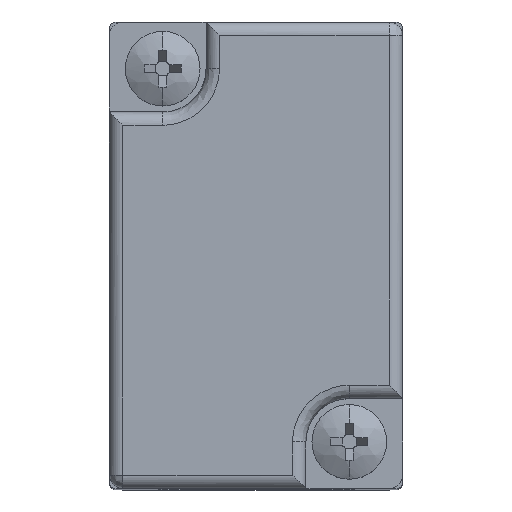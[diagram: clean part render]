
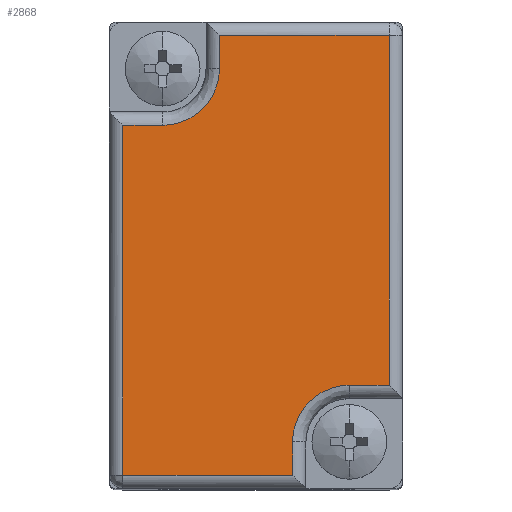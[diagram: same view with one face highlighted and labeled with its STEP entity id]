
A CAD part, top view. The second image highlights one B-rep face of the part: STEP entity #2868.
In plain terms, the highlighted planar face has unit normal (0, 0, 1).
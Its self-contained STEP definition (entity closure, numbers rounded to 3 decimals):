
#238 = CARTESIAN_POINT ( 'NONE',  ( -54.809, 35.236, 22.448 ) ) ;
#283 = EDGE_CURVE ( 'NONE', #2689, #7724, #8795, .T. ) ;
#311 = CARTESIAN_POINT ( 'NONE',  ( -52.059, 44.986, 22.448 ) ) ;
#397 = DIRECTION ( 'NONE',  ( 0., -1., 0. ) ) ;
#602 = VECTOR ( 'NONE', #5392, 1000. ) ;
#634 = LINE ( 'NONE', #238, #4283 ) ;
#720 = ORIENTED_EDGE ( 'NONE', *, *, #3352, .F. ) ;
#908 = CARTESIAN_POINT ( 'NONE',  ( -59.059, 44.986, 22.448 ) ) ;
#977 = DIRECTION ( 'NONE',  ( 0., 1., 0. ) ) ;
#1099 = AXIS2_PLACEMENT_3D ( 'NONE', #1570, #2305, #7355 ) ;
#1166 = DIRECTION ( 'NONE',  ( -1., 0., 0. ) ) ;
#1340 = CARTESIAN_POINT ( 'NONE',  ( -42.059, 51.736, 22.448 ) ) ;
#1371 = VERTEX_POINT ( 'NONE', #5267 ) ;
#1515 = CARTESIAN_POINT ( 'NONE',  ( -49.309, 21.236, 22.448 ) ) ;
#1529 = LINE ( 'NONE', #7741, #6614 ) ;
#1566 = VECTOR ( 'NONE', #5621, 1000. ) ;
#1570 = CARTESIAN_POINT ( 'NONE',  ( -52.059, 35.236, 22.448 ) ) ;
#1642 = ORIENTED_EDGE ( 'NONE', *, *, #3094, .F. ) ;
#1651 =( BOUNDED_CURVE ( )  B_SPLINE_CURVE ( 3, ( #8476, #7030, #1995, #4166 ),
 .UNSPECIFIED., .F., .F. ) 
 B_SPLINE_CURVE_WITH_KNOTS ( ( 4, 4 ),
 ( 0., 1. ),
 .UNSPECIFIED. ) 
 CURVE ( )  GEOMETRIC_REPRESENTATION_ITEM ( )  RATIONAL_B_SPLINE_CURVE ( ( 1., 0.805, 0.805, 1. ) ) 
 REPRESENTATION_ITEM ( '' )  );
#1995 = CARTESIAN_POINT ( 'NONE',  ( -54.809, 46.747, 22.448 ) ) ;
#2003 = VECTOR ( 'NONE', #1166, 1000. ) ;
#2305 = DIRECTION ( 'NONE',  ( 0., 0., -1. ) ) ;
#2446 = EDGE_CURVE ( 'NONE', #5877, #5548, #1651, .T. ) ;
#2618 = EDGE_LOOP ( 'NONE', ( #7428, #3319, #8142, #1642, #7321, #2914, #5680, #5982, #3124, #720 ) ) ;
#2644 = CARTESIAN_POINT ( 'NONE',  ( -62.059, 18.736, 22.448 ) ) ;
#2689 = VERTEX_POINT ( 'NONE', #1515 ) ;
#2868 = ADVANCED_FACE ( 'NONE', ( #8659 ), #6620, .F. ) ;
#2914 = ORIENTED_EDGE ( 'NONE', *, *, #9083, .F. ) ;
#2956 = CARTESIAN_POINT ( 'NONE',  ( -62.059, 35.236, 22.448 ) ) ;
#3094 = EDGE_CURVE ( 'NONE', #8571, #9289, #1529, .T. ) ;
#3124 = ORIENTED_EDGE ( 'NONE', *, *, #3744, .F. ) ;
#3128 = EDGE_CURVE ( 'NONE', #9289, #2689, #4115, .T. ) ;
#3319 = ORIENTED_EDGE ( 'NONE', *, *, #283, .F. ) ;
#3352 = EDGE_CURVE ( 'NONE', #7544, #1371, #8862, .T. ) ;
#3354 = CARTESIAN_POINT ( 'NONE',  ( -52.059, 18.736, 22.448 ) ) ;
#3378 = LINE ( 'NONE', #4765, #5523 ) ;
#3417 = DIRECTION ( 'NONE',  ( -1., 0., 0. ) ) ;
#3441 = CARTESIAN_POINT ( 'NONE',  ( -47.549, 25.486, 22.448 ) ) ;
#3724 = DIRECTION ( 'NONE',  ( 1., 0., 0. ) ) ;
#3744 = EDGE_CURVE ( 'NONE', #1371, #5877, #8522, .T. ) ;
#4024 = VERTEX_POINT ( 'NONE', #1340 ) ;
#4025 = CARTESIAN_POINT ( 'NONE',  ( -54.809, 51.736, 22.448 ) ) ;
#4115 =( BOUNDED_CURVE ( )  B_SPLINE_CURVE ( 3, ( #8485, #3441, #9209, #4901 ),
 .UNSPECIFIED., .F., .F. ) 
 B_SPLINE_CURVE_WITH_KNOTS ( ( 4, 4 ),
 ( 0., 1. ),
 .UNSPECIFIED. ) 
 CURVE ( )  GEOMETRIC_REPRESENTATION_ITEM ( )  RATIONAL_B_SPLINE_CURVE ( ( 1., 0.805, 0.805, 1. ) ) 
 REPRESENTATION_ITEM ( '' )  );
#4144 = LINE ( 'NONE', #3354, #2003 ) ;
#4166 = CARTESIAN_POINT ( 'NONE',  ( -54.809, 49.236, 22.448 ) ) ;
#4283 = VECTOR ( 'NONE', #977, 1000. ) ;
#4762 = CARTESIAN_POINT ( 'NONE',  ( -54.809, 49.236, 22.448 ) ) ;
#4765 = CARTESIAN_POINT ( 'NONE',  ( -42.059, 35.236, 22.448 ) ) ;
#4820 = CARTESIAN_POINT ( 'NONE',  ( -42.059, 25.486, 22.448 ) ) ;
#4901 = CARTESIAN_POINT ( 'NONE',  ( -49.309, 21.236, 22.448 ) ) ;
#5050 = CARTESIAN_POINT ( 'NONE',  ( -49.309, 18.736, 22.448 ) ) ;
#5267 = CARTESIAN_POINT ( 'NONE',  ( -62.059, 44.986, 22.448 ) ) ;
#5392 = DIRECTION ( 'NONE',  ( 1., 0., 0. ) ) ;
#5495 = VECTOR ( 'NONE', #3724, 1000. ) ;
#5523 = VECTOR ( 'NONE', #397, 1000. ) ;
#5548 = VERTEX_POINT ( 'NONE', #4762 ) ;
#5621 = DIRECTION ( 'NONE',  ( 0., -1., 0. ) ) ;
#5680 = ORIENTED_EDGE ( 'NONE', *, *, #8322, .F. ) ;
#5828 = DIRECTION ( 'NONE',  ( 0., 1., 0. ) ) ;
#5877 = VERTEX_POINT ( 'NONE', #908 ) ;
#5982 = ORIENTED_EDGE ( 'NONE', *, *, #2446, .F. ) ;
#6294 = CARTESIAN_POINT ( 'NONE',  ( -49.309, 35.236, 22.448 ) ) ;
#6598 = CARTESIAN_POINT ( 'NONE',  ( -52.059, 51.736, 22.448 ) ) ;
#6614 = VECTOR ( 'NONE', #3417, 1000. ) ;
#6620 = PLANE ( 'NONE',  #1099 ) ;
#6953 = VECTOR ( 'NONE', #5828, 1000. ) ;
#7030 = CARTESIAN_POINT ( 'NONE',  ( -56.569, 44.986, 22.448 ) ) ;
#7321 = ORIENTED_EDGE ( 'NONE', *, *, #8492, .F. ) ;
#7355 = DIRECTION ( 'NONE',  ( -1., 0., 0. ) ) ;
#7411 = LINE ( 'NONE', #6598, #5495 ) ;
#7428 = ORIENTED_EDGE ( 'NONE', *, *, #9327, .F. ) ;
#7544 = VERTEX_POINT ( 'NONE', #2644 ) ;
#7614 = CARTESIAN_POINT ( 'NONE',  ( -45.059, 25.486, 22.448 ) ) ;
#7724 = VERTEX_POINT ( 'NONE', #5050 ) ;
#7741 = CARTESIAN_POINT ( 'NONE',  ( -52.059, 25.486, 22.448 ) ) ;
#7976 = VERTEX_POINT ( 'NONE', #4025 ) ;
#8142 = ORIENTED_EDGE ( 'NONE', *, *, #3128, .F. ) ;
#8322 = EDGE_CURVE ( 'NONE', #5548, #7976, #634, .T. ) ;
#8476 = CARTESIAN_POINT ( 'NONE',  ( -59.059, 44.986, 22.448 ) ) ;
#8485 = CARTESIAN_POINT ( 'NONE',  ( -45.059, 25.486, 22.448 ) ) ;
#8492 = EDGE_CURVE ( 'NONE', #4024, #8571, #3378, .T. ) ;
#8522 = LINE ( 'NONE', #311, #602 ) ;
#8571 = VERTEX_POINT ( 'NONE', #4820 ) ;
#8659 = FACE_OUTER_BOUND ( 'NONE', #2618, .T. ) ;
#8795 = LINE ( 'NONE', #6294, #1566 ) ;
#8862 = LINE ( 'NONE', #2956, #6953 ) ;
#9083 = EDGE_CURVE ( 'NONE', #7976, #4024, #7411, .T. ) ;
#9209 = CARTESIAN_POINT ( 'NONE',  ( -49.309, 23.726, 22.448 ) ) ;
#9289 = VERTEX_POINT ( 'NONE', #7614 ) ;
#9327 = EDGE_CURVE ( 'NONE', #7724, #7544, #4144, .T. ) ;
